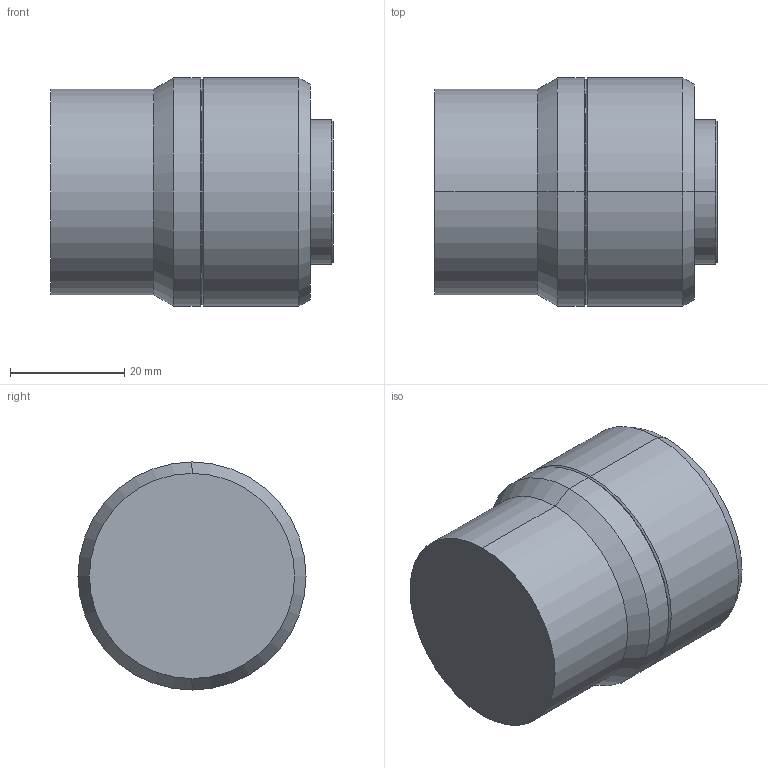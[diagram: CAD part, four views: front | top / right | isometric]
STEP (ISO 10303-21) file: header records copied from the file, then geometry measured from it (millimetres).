
FILE_DESCRIPTION (( 'STEP AP203' ), '1' );
FILE_NAME ('WWT118-03-135.STEP', '2021-03-15T10:09:36', ( 'Windows User' ), ( 'P R C' ), 'SwSTEP 2.0', 'SolidWorks 2017', '' );
FILE_SCHEMA (( 'CONFIG_CONTROL_DESIGN' ));
Length unit declared in the file: millimetre
Products named in the file (1): WWT118-03-135
Bounding box: 49.5 x 40 x 40 mm (x, y, z)
Volume: 54323.8 mm3; surface area: 8032.5 mm2
Topology: 1 solids, 1 shells, 21 faces, 40 edges, 22 vertices
Faces by surface type: cone 10, cylinder 8, plane 3
Entity records: 601 total; most frequent: DIRECTION 106, CARTESIAN_POINT 84, ORIENTED_EDGE 80, AXIS2_PLACEMENT_3D 44, EDGE_CURVE 40, EDGE_LOOP 22, VERTEX_POINT 22, CIRCLE 22
